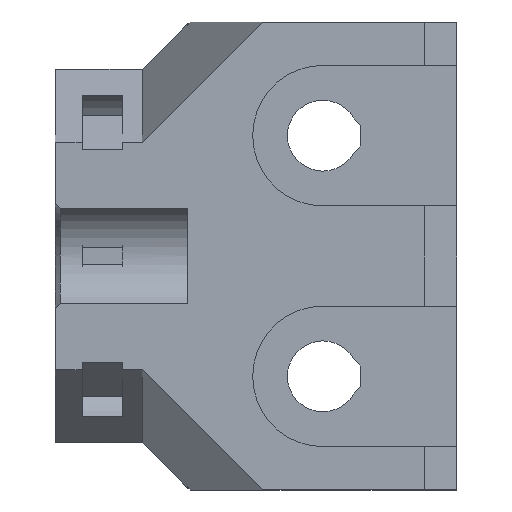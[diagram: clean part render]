
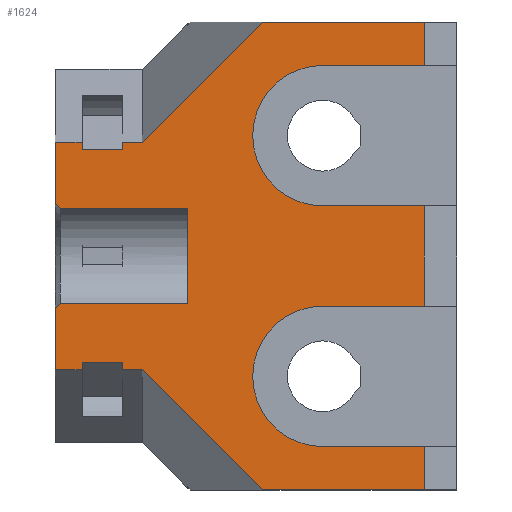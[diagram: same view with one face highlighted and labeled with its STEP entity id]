
A CAD part, left-side view. The second image highlights one B-rep face of the part: STEP entity #1624.
In plain terms, the highlighted planar face has unit normal (-1, 0, 0).
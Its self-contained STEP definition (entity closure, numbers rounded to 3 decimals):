
#22=(
BOUNDED_CURVE()
B_SPLINE_CURVE(2,(#2428,#2429,#2430),.UNSPECIFIED.,.F.,.F.)
B_SPLINE_CURVE_WITH_KNOTS((3,3),(0.896,0.919),
 .UNSPECIFIED.)
CURVE()
GEOMETRIC_REPRESENTATION_ITEM()
RATIONAL_B_SPLINE_CURVE((1.058,1.03,1.))
REPRESENTATION_ITEM('')
);
#23=(
BOUNDED_CURVE()
B_SPLINE_CURVE(2,(#2434,#2435,#2436),.UNSPECIFIED.,.F.,.F.)
B_SPLINE_CURVE_WITH_KNOTS((3,3),(0.,0.023),.UNSPECIFIED.)
CURVE()
GEOMETRIC_REPRESENTATION_ITEM()
RATIONAL_B_SPLINE_CURVE((1.,1.03,1.058))
REPRESENTATION_ITEM('')
);
#33=CIRCLE('',#1742,5.25);
#34=CIRCLE('',#1743,5.25);
#105=FACE_OUTER_BOUND('',#195,.T.);
#195=EDGE_LOOP('',(#1193,#1194,#1195,#1196,#1197,#1198,#1199,#1200,#1201,
#1202,#1203,#1204,#1205,#1206,#1207,#1208,#1209,#1210,#1211,#1212,#1213,
#1214,#1215,#1216,#1217,#1218,#1219,#1220,#1221,#1222));
#322=LINE('',#2411,#525);
#330=LINE('',#2440,#533);
#331=LINE('',#2442,#534);
#332=LINE('',#2444,#535);
#333=LINE('',#2446,#536);
#334=LINE('',#2448,#537);
#335=LINE('',#2450,#538);
#336=LINE('',#2452,#539);
#337=LINE('',#2454,#540);
#338=LINE('',#2456,#541);
#339=LINE('',#2458,#542);
#340=LINE('',#2462,#543);
#341=LINE('',#2464,#544);
#342=LINE('',#2466,#545);
#343=LINE('',#2470,#546);
#344=LINE('',#2472,#547);
#345=LINE('',#2473,#548);
#346=LINE('',#2475,#549);
#347=LINE('',#2477,#550);
#348=LINE('',#2479,#551);
#349=LINE('',#2481,#552);
#350=LINE('',#2483,#553);
#351=LINE('',#2484,#554);
#352=LINE('',#2486,#555);
#353=LINE('',#2488,#556);
#354=LINE('',#2489,#557);
#525=VECTOR('',#1959,10.);
#533=VECTOR('',#1981,10.);
#534=VECTOR('',#1982,10.);
#535=VECTOR('',#1983,10.);
#536=VECTOR('',#1984,10.);
#537=VECTOR('',#1985,10.);
#538=VECTOR('',#1986,10.);
#539=VECTOR('',#1987,10.);
#540=VECTOR('',#1988,10.);
#541=VECTOR('',#1989,10.);
#542=VECTOR('',#1990,10.);
#543=VECTOR('',#1993,10.);
#544=VECTOR('',#1994,10.);
#545=VECTOR('',#1995,10.);
#546=VECTOR('',#1998,10.);
#547=VECTOR('',#1999,10.);
#548=VECTOR('',#2000,10.);
#549=VECTOR('',#2001,10.);
#550=VECTOR('',#2002,10.);
#551=VECTOR('',#2003,10.);
#552=VECTOR('',#2004,10.);
#553=VECTOR('',#2005,10.);
#554=VECTOR('',#2006,10.);
#555=VECTOR('',#2007,10.);
#556=VECTOR('',#2008,10.);
#557=VECTOR('',#2009,10.);
#713=VERTEX_POINT('',#2408);
#714=VERTEX_POINT('',#2410);
#718=VERTEX_POINT('',#2426);
#719=VERTEX_POINT('',#2427);
#720=VERTEX_POINT('',#2431);
#721=VERTEX_POINT('',#2433);
#722=VERTEX_POINT('',#2439);
#723=VERTEX_POINT('',#2441);
#724=VERTEX_POINT('',#2443);
#725=VERTEX_POINT('',#2445);
#726=VERTEX_POINT('',#2447);
#727=VERTEX_POINT('',#2449);
#728=VERTEX_POINT('',#2451);
#729=VERTEX_POINT('',#2453);
#730=VERTEX_POINT('',#2455);
#731=VERTEX_POINT('',#2457);
#732=VERTEX_POINT('',#2459);
#733=VERTEX_POINT('',#2461);
#734=VERTEX_POINT('',#2463);
#735=VERTEX_POINT('',#2465);
#736=VERTEX_POINT('',#2467);
#737=VERTEX_POINT('',#2469);
#738=VERTEX_POINT('',#2471);
#739=VERTEX_POINT('',#2474);
#740=VERTEX_POINT('',#2476);
#741=VERTEX_POINT('',#2478);
#742=VERTEX_POINT('',#2480);
#743=VERTEX_POINT('',#2482);
#744=VERTEX_POINT('',#2485);
#745=VERTEX_POINT('',#2487);
#886=EDGE_CURVE('',#714,#713,#322,.T.);
#894=EDGE_CURVE('',#718,#719,#22,.T.);
#896=EDGE_CURVE('',#720,#721,#23,.T.);
#898=EDGE_CURVE('',#722,#720,#330,.T.);
#899=EDGE_CURVE('',#723,#722,#331,.T.);
#900=EDGE_CURVE('',#723,#724,#332,.T.);
#901=EDGE_CURVE('',#724,#725,#333,.T.);
#902=EDGE_CURVE('',#725,#726,#334,.T.);
#903=EDGE_CURVE('',#727,#726,#335,.T.);
#904=EDGE_CURVE('',#727,#728,#336,.T.);
#905=EDGE_CURVE('',#729,#728,#337,.T.);
#906=EDGE_CURVE('',#730,#729,#338,.T.);
#907=EDGE_CURVE('',#730,#731,#339,.T.);
#908=EDGE_CURVE('',#731,#732,#33,.T.);
#909=EDGE_CURVE('',#732,#733,#340,.T.);
#910=EDGE_CURVE('',#734,#733,#341,.T.);
#911=EDGE_CURVE('',#734,#735,#342,.T.);
#912=EDGE_CURVE('',#735,#736,#34,.T.);
#913=EDGE_CURVE('',#736,#737,#343,.T.);
#914=EDGE_CURVE('',#738,#737,#344,.T.);
#915=EDGE_CURVE('',#738,#714,#345,.T.);
#916=EDGE_CURVE('',#713,#739,#346,.T.);
#917=EDGE_CURVE('',#739,#740,#347,.T.);
#918=EDGE_CURVE('',#740,#741,#348,.T.);
#919=EDGE_CURVE('',#741,#742,#349,.T.);
#920=EDGE_CURVE('',#742,#743,#350,.T.);
#921=EDGE_CURVE('',#719,#743,#351,.T.);
#922=EDGE_CURVE('',#744,#718,#352,.T.);
#923=EDGE_CURVE('',#745,#744,#353,.T.);
#924=EDGE_CURVE('',#745,#721,#354,.T.);
#1193=ORIENTED_EDGE('',*,*,#896,.F.);
#1194=ORIENTED_EDGE('',*,*,#898,.F.);
#1195=ORIENTED_EDGE('',*,*,#899,.F.);
#1196=ORIENTED_EDGE('',*,*,#900,.T.);
#1197=ORIENTED_EDGE('',*,*,#901,.T.);
#1198=ORIENTED_EDGE('',*,*,#902,.T.);
#1199=ORIENTED_EDGE('',*,*,#903,.F.);
#1200=ORIENTED_EDGE('',*,*,#904,.T.);
#1201=ORIENTED_EDGE('',*,*,#905,.F.);
#1202=ORIENTED_EDGE('',*,*,#906,.F.);
#1203=ORIENTED_EDGE('',*,*,#907,.T.);
#1204=ORIENTED_EDGE('',*,*,#908,.T.);
#1205=ORIENTED_EDGE('',*,*,#909,.T.);
#1206=ORIENTED_EDGE('',*,*,#910,.F.);
#1207=ORIENTED_EDGE('',*,*,#911,.T.);
#1208=ORIENTED_EDGE('',*,*,#912,.T.);
#1209=ORIENTED_EDGE('',*,*,#913,.T.);
#1210=ORIENTED_EDGE('',*,*,#914,.F.);
#1211=ORIENTED_EDGE('',*,*,#915,.T.);
#1212=ORIENTED_EDGE('',*,*,#886,.T.);
#1213=ORIENTED_EDGE('',*,*,#916,.T.);
#1214=ORIENTED_EDGE('',*,*,#917,.T.);
#1215=ORIENTED_EDGE('',*,*,#918,.T.);
#1216=ORIENTED_EDGE('',*,*,#919,.T.);
#1217=ORIENTED_EDGE('',*,*,#920,.T.);
#1218=ORIENTED_EDGE('',*,*,#921,.F.);
#1219=ORIENTED_EDGE('',*,*,#894,.F.);
#1220=ORIENTED_EDGE('',*,*,#922,.F.);
#1221=ORIENTED_EDGE('',*,*,#923,.F.);
#1222=ORIENTED_EDGE('',*,*,#924,.T.);
#1543=PLANE('',#1741);
#1624=ADVANCED_FACE('',(#105),#1543,.T.);
#1741=AXIS2_PLACEMENT_3D('',#2438,#1979,#1980);
#1742=AXIS2_PLACEMENT_3D('',#2460,#1991,#1992);
#1743=AXIS2_PLACEMENT_3D('',#2468,#1996,#1997);
#1959=DIRECTION('',(0.,0.707,-0.707));
#1979=DIRECTION('center_axis',(-1.,0.,0.));
#1980=DIRECTION('ref_axis',(0.,0.,1.));
#1981=DIRECTION('',(0.,0.,1.));
#1982=DIRECTION('',(0.,1.,0.));
#1983=DIRECTION('',(0.,0.,1.));
#1984=DIRECTION('',(0.,-1.,0.));
#1985=DIRECTION('',(0.,0.,-1.));
#1986=DIRECTION('',(0.,1.,0.));
#1987=DIRECTION('',(0.,-0.707,-0.707));
#1988=DIRECTION('',(0.,1.,0.));
#1989=DIRECTION('',(0.,0.,-1.));
#1990=DIRECTION('',(0.,1.,0.));
#1991=DIRECTION('center_axis',(1.,0.,0.));
#1992=DIRECTION('ref_axis',(0.,1.,0.));
#1993=DIRECTION('',(0.,-1.,0.));
#1994=DIRECTION('',(0.,0.,-1.));
#1995=DIRECTION('',(0.,1.,0.));
#1996=DIRECTION('center_axis',(1.,0.,0.));
#1997=DIRECTION('ref_axis',(0.,1.,0.));
#1998=DIRECTION('',(0.,-1.,0.));
#1999=DIRECTION('',(0.,0.,-1.));
#2000=DIRECTION('',(0.,1.,0.));
#2001=DIRECTION('',(0.,1.,0.));
#2002=DIRECTION('',(0.,0.,-1.));
#2003=DIRECTION('',(0.,1.,0.));
#2004=DIRECTION('',(0.,0.,1.));
#2005=DIRECTION('',(0.,1.,0.));
#2006=DIRECTION('',(0.,0.,1.));
#2007=DIRECTION('',(0.,1.,0.));
#2008=DIRECTION('',(0.,0.,1.));
#2009=DIRECTION('',(0.,1.,0.));
#2408=CARTESIAN_POINT('',(0.,3.5,26.022));
#2410=CARTESIAN_POINT('',(0.,-5.478,35.));
#2411=CARTESIAN_POINT('',(0.,6.886,22.636));
#2426=CARTESIAN_POINT('',(0.,9.65,21.022));
#2427=CARTESIAN_POINT('',(0.,10.,21.419));
#2428=CARTESIAN_POINT('Ctrl Pts',(0.,9.65,21.022));
#2429=CARTESIAN_POINT('Ctrl Pts',(0.,9.816,
21.212));
#2430=CARTESIAN_POINT('Ctrl Pts',(0.,10.,21.419));
#2431=CARTESIAN_POINT('',(0.,10.,13.581));
#2433=CARTESIAN_POINT('',(0.,9.65,13.978));
#2434=CARTESIAN_POINT('Ctrl Pts',(0.,10.,13.581));
#2435=CARTESIAN_POINT('Ctrl Pts',(0.,9.816,
13.788));
#2436=CARTESIAN_POINT('Ctrl Pts',(0.,9.65,13.978));
#2438=CARTESIAN_POINT('Origin',(0.,0.,8.978));
#2439=CARTESIAN_POINT('',(0.,10.,8.978));
#2440=CARTESIAN_POINT('',(0.,10.,35.));
#2441=CARTESIAN_POINT('',(0.,8.,8.978));
#2442=CARTESIAN_POINT('',(0.,0.,8.978));
#2443=CARTESIAN_POINT('',(0.,8.,9.556));
#2444=CARTESIAN_POINT('',(0.,8.,13.239));
#2445=CARTESIAN_POINT('',(0.,5.,9.556));
#2446=CARTESIAN_POINT('',(0.,4.,9.556));
#2447=CARTESIAN_POINT('',(0.,5.,8.978));
#2448=CARTESIAN_POINT('',(0.,5.,13.239));
#2449=CARTESIAN_POINT('',(0.,3.5,8.978));
#2450=CARTESIAN_POINT('',(0.,0.,8.978));
#2451=CARTESIAN_POINT('',(0.,-5.478,0.));
#2452=CARTESIAN_POINT('',(0.,-1.864,3.614));
#2453=CARTESIAN_POINT('',(0.,-17.6,0.));
#2454=CARTESIAN_POINT('',(0.,0.,0.));
#2455=CARTESIAN_POINT('',(0.,-17.6,3.25));
#2456=CARTESIAN_POINT('',(0.,-17.6,13.239));
#2457=CARTESIAN_POINT('',(0.,-10.,3.25));
#2458=CARTESIAN_POINT('',(0.,-5.,3.25));
#2459=CARTESIAN_POINT('',(0.,-10.,13.75));
#2460=CARTESIAN_POINT('Origin',(0.,-10.,8.5));
#2461=CARTESIAN_POINT('',(0.,-17.6,13.75));
#2462=CARTESIAN_POINT('',(0.,-10.,13.75));
#2463=CARTESIAN_POINT('',(0.,-17.6,21.25));
#2464=CARTESIAN_POINT('',(0.,-17.6,13.239));
#2465=CARTESIAN_POINT('',(0.,-10.,21.25));
#2466=CARTESIAN_POINT('',(0.,-5.,21.25));
#2467=CARTESIAN_POINT('',(0.,-10.,31.75));
#2468=CARTESIAN_POINT('Origin',(0.,-10.,26.5));
#2469=CARTESIAN_POINT('',(0.,-17.6,31.75));
#2470=CARTESIAN_POINT('',(0.,-10.,31.75));
#2471=CARTESIAN_POINT('',(0.,-17.6,35.));
#2472=CARTESIAN_POINT('',(0.,-17.6,13.239));
#2473=CARTESIAN_POINT('',(0.,0.,35.));
#2474=CARTESIAN_POINT('',(0.,5.,26.022));
#2475=CARTESIAN_POINT('',(0.,0.,26.022));
#2476=CARTESIAN_POINT('',(0.,5.,25.444));
#2477=CARTESIAN_POINT('',(0.,5.,13.239));
#2478=CARTESIAN_POINT('',(0.,8.,25.444));
#2479=CARTESIAN_POINT('',(0.,4.,25.444));
#2480=CARTESIAN_POINT('',(0.,8.,26.022));
#2481=CARTESIAN_POINT('',(0.,8.,13.239));
#2482=CARTESIAN_POINT('',(0.,10.,26.022));
#2483=CARTESIAN_POINT('',(0.,0.,26.022));
#2484=CARTESIAN_POINT('',(0.,10.,35.));
#2485=CARTESIAN_POINT('',(0.,0.1,21.022));
#2486=CARTESIAN_POINT('',(0.,0.,21.022));
#2487=CARTESIAN_POINT('',(0.,0.1,13.978));
#2488=CARTESIAN_POINT('',(0.,0.1,35.));
#2489=CARTESIAN_POINT('',(0.,0.,13.978));
